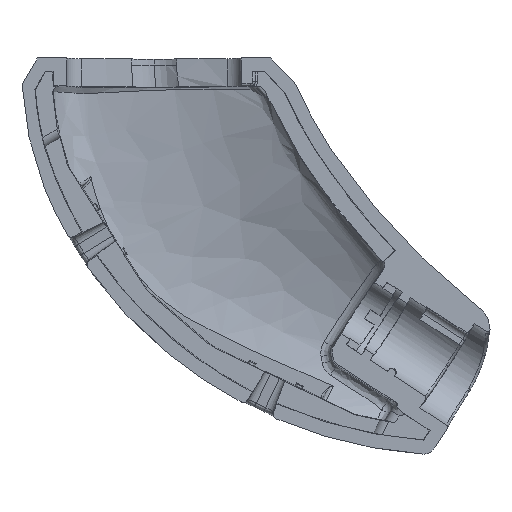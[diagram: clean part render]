
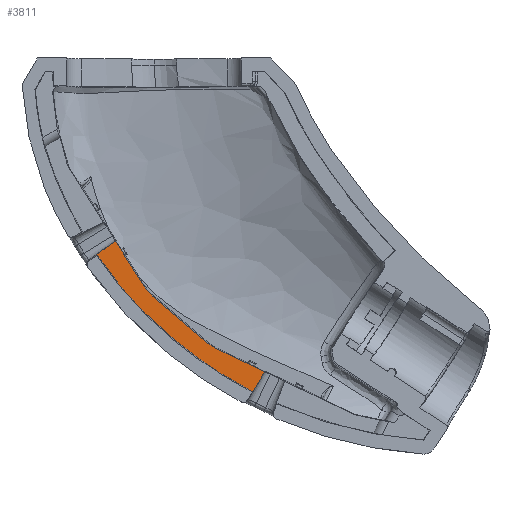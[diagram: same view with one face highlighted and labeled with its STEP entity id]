
A CAD part, left-side view. The second image highlights one B-rep face of the part: STEP entity #3811.
In plain terms, the highlighted planar face has unit normal (-1, 0, 0).
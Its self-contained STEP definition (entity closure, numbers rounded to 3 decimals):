
#9 = CARTESIAN_POINT ( 'NONE',  ( 0.75, -2.693, -12.477 ) ) ;
#22 = VECTOR ( 'NONE', #4637, 1000. ) ;
#339 = VERTEX_POINT ( 'NONE', #15057 ) ;
#886 = CARTESIAN_POINT ( 'NONE',  ( 0.75, -2.261, -12.196 ) ) ;
#1291 = DIRECTION ( 'NONE',  ( 0., 0., -1. ) ) ;
#1422 = DIRECTION ( 'NONE',  ( 0., 0., -1. ) ) ;
#1789 = DIRECTION ( 'NONE',  ( 0., -0.803, 0.596 ) ) ;
#1853 = CARTESIAN_POINT ( 'NONE',  ( 0.75, 1.689, -7.86 ) ) ;
#2544 = VERTEX_POINT ( 'NONE', #3076 ) ;
#2587 = AXIS2_PLACEMENT_3D ( 'NONE', #15189, #11463, #7557 ) ;
#2595 = EDGE_CURVE ( 'NONE', #2544, #3369, #8983, .T. ) ;
#2641 = LINE ( 'NONE', #1853, #10431 ) ;
#2684 = EDGE_CURVE ( 'NONE', #10628, #11921, #2641, .T. ) ;
#2740 = CARTESIAN_POINT ( 'NONE',  ( 0.75, 0.06, -10.212 ) ) ;
#2871 = DIRECTION ( 'NONE',  ( 0., 0.76, 0.65 ) ) ;
#3076 = CARTESIAN_POINT ( 'NONE',  ( 0.75, -4.748, -13.459 ) ) ;
#3235 = VERTEX_POINT ( 'NONE', #14282 ) ;
#3360 = AXIS2_PLACEMENT_3D ( 'NONE', #14163, #9066, #1422 ) ;
#3369 = VERTEX_POINT ( 'NONE', #4547 ) ;
#3811 = ADVANCED_FACE ( 'NONE', ( #4843 ), #13927, .F. ) ;
#3986 = CARTESIAN_POINT ( 'NONE',  ( 0.75, 5.069, -5.929 ) ) ;
#4063 = EDGE_CURVE ( 'NONE', #11732, #6771, #12821, .T. ) ;
#4133 = LINE ( 'NONE', #3986, #10520 ) ;
#4151 = CARTESIAN_POINT ( 'NONE',  ( 0.75, 4.354, -9.108 ) ) ;
#4395 = ORIENTED_EDGE ( 'NONE', *, *, #8008, .F. ) ;
#4547 = CARTESIAN_POINT ( 'NONE',  ( 0.75, -4.242, -14.317 ) ) ;
#4637 = DIRECTION ( 'NONE',  ( 0., 0.508, -0.861 ) ) ;
#4843 = FACE_OUTER_BOUND ( 'NONE', #13204, .T. ) ;
#5012 = ORIENTED_EDGE ( 'NONE', *, *, #8681, .T. ) ;
#5247 = AXIS2_PLACEMENT_3D ( 'NONE', #13969, #8940, #1291 ) ;
#5294 = DIRECTION ( 'NONE',  ( 1., 0., 0. ) ) ;
#5460 = AXIS2_PLACEMENT_3D ( 'NONE', #13410, #16118, #9614 ) ;
#5595 = ORIENTED_EDGE ( 'NONE', *, *, #2684, .F. ) ;
#5865 = VECTOR ( 'NONE', #15796, 1000. ) ;
#6234 = CARTESIAN_POINT ( 'NONE',  ( 0.75, 2.461, -8.434 ) ) ;
#6771 = VERTEX_POINT ( 'NONE', #9 ) ;
#6917 = ORIENTED_EDGE ( 'NONE', *, *, #15966, .T. ) ;
#7557 = DIRECTION ( 'NONE',  ( 0., 0., -1. ) ) ;
#8008 = EDGE_CURVE ( 'NONE', #6771, #2544, #9259, .T. ) ;
#8062 = CARTESIAN_POINT ( 'NONE',  ( 0.75, 4.73, -2.992 ) ) ;
#8681 = EDGE_CURVE ( 'NONE', #11639, #3235, #12297, .T. ) ;
#8940 = DIRECTION ( 'NONE',  ( 1., 0., 0. ) ) ;
#8983 = LINE ( 'NONE', #11114, #22 ) ;
#9066 = DIRECTION ( 'NONE',  ( 1., 0., 0. ) ) ;
#9259 = LINE ( 'NONE', #4151, #5865 ) ;
#9499 = LINE ( 'NONE', #8062, #10502 ) ;
#9614 = DIRECTION ( 'NONE',  ( 0., 0., -1. ) ) ;
#10039 = ORIENTED_EDGE ( 'NONE', *, *, #11462, .F. ) ;
#10382 = CARTESIAN_POINT ( 'NONE',  ( 0.75, -1.223, -8.711 ) ) ;
#10431 = VECTOR ( 'NONE', #1789, 1000. ) ;
#10502 = VECTOR ( 'NONE', #15801, 1000. ) ;
#10520 = VECTOR ( 'NONE', #2871, 1000. ) ;
#10628 = VERTEX_POINT ( 'NONE', #6234 ) ;
#10818 = EDGE_CURVE ( 'NONE', #3235, #11921, #9499, .T. ) ;
#11114 = CARTESIAN_POINT ( 'NONE',  ( 0.75, -4.735, -13.482 ) ) ;
#11462 = EDGE_CURVE ( 'NONE', #339, #10628, #13080, .T. ) ;
#11463 = DIRECTION ( 'NONE',  ( 1., 0., 0. ) ) ;
#11639 = VERTEX_POINT ( 'NONE', #2740 ) ;
#11684 = CARTESIAN_POINT ( 'NONE',  ( 0.75, 1.663, -7.841 ) ) ;
#11696 = CIRCLE ( 'NONE', #3360, 18.878 ) ;
#11732 = VERTEX_POINT ( 'NONE', #886 ) ;
#11921 = VERTEX_POINT ( 'NONE', #11684 ) ;
#11962 = ORIENTED_EDGE ( 'NONE', *, *, #4063, .F. ) ;
#12297 = CIRCLE ( 'NONE', #13050, 1.974 ) ;
#12332 = ORIENTED_EDGE ( 'NONE', *, *, #14558, .F. ) ;
#12821 = CIRCLE ( 'NONE', #5460, 1.974 ) ;
#13050 = AXIS2_PLACEMENT_3D ( 'NONE', #10382, #5294, #14304 ) ;
#13080 = CIRCLE ( 'NONE', #5247, 17.374 ) ;
#13204 = EDGE_LOOP ( 'NONE', ( #10039, #12332, #14354, #4395, #11962, #6917, #5012, #14026, #5595 ) ) ;
#13410 = CARTESIAN_POINT ( 'NONE',  ( 0.75, -3.544, -10.696 ) ) ;
#13927 = PLANE ( 'NONE',  #2587 ) ;
#13969 = CARTESIAN_POINT ( 'NONE',  ( 0.75, -11.923, 1.31 ) ) ;
#14026 = ORIENTED_EDGE ( 'NONE', *, *, #10818, .T. ) ;
#14163 = CARTESIAN_POINT ( 'NONE',  ( 0.75, -12.884, 2.467 ) ) ;
#14282 = CARTESIAN_POINT ( 'NONE',  ( 0.75, 0.445, -9.767 ) ) ;
#14304 = DIRECTION ( 'NONE',  ( 0., 0., -1. ) ) ;
#14354 = ORIENTED_EDGE ( 'NONE', *, *, #2595, .F. ) ;
#14558 = EDGE_CURVE ( 'NONE', #3369, #339, #11696, .T. ) ;
#15057 = CARTESIAN_POINT ( 'NONE',  ( 0.75, -0.816, -12.049 ) ) ;
#15189 = CARTESIAN_POINT ( 'NONE',  ( 0.75, -12.884, 2.467 ) ) ;
#15796 = DIRECTION ( 'NONE',  ( 0., -0.902, -0.431 ) ) ;
#15801 = DIRECTION ( 'NONE',  ( 0., 0.535, 0.845 ) ) ;
#15966 = EDGE_CURVE ( 'NONE', #11732, #11639, #4133, .T. ) ;
#16118 = DIRECTION ( 'NONE',  ( -1., 0., 0. ) ) ;
